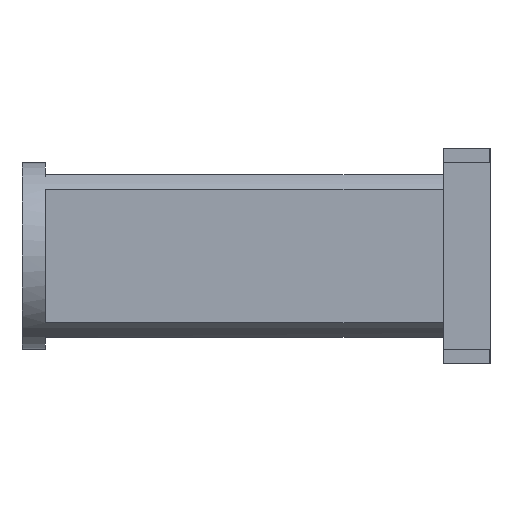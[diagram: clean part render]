
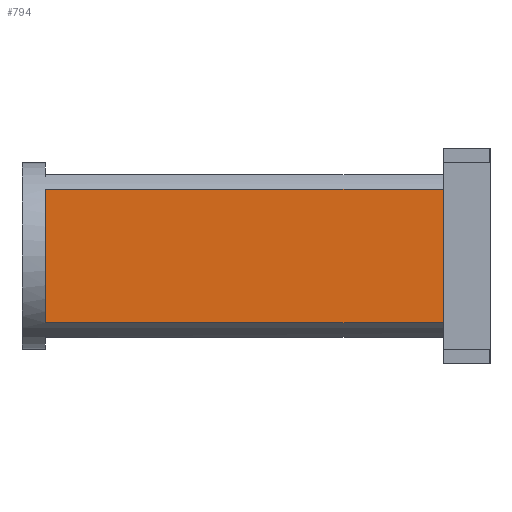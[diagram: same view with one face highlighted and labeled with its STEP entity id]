
A CAD part, left-side view. The second image highlights one B-rep face of the part: STEP entity #794.
In plain terms, the highlighted planar face has unit normal (-1, 0, 0).
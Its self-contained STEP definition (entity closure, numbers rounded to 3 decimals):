
#90=FACE_OUTER_BOUND('',#135,.T.);
#135=EDGE_LOOP('',(#635,#636,#637,#638,#639,#640,#641,#642));
#180=LINE('',#1163,#266);
#185=LINE('',#1174,#271);
#206=LINE('',#1228,#292);
#207=LINE('',#1230,#293);
#221=LINE('',#1268,#307);
#222=LINE('',#1270,#308);
#223=LINE('',#1271,#309);
#224=LINE('',#1272,#310);
#266=VECTOR('',#935,10.);
#271=VECTOR('',#944,10.);
#292=VECTOR('',#987,10.);
#293=VECTOR('',#988,10.);
#307=VECTOR('',#1030,10.);
#308=VECTOR('',#1031,10.);
#309=VECTOR('',#1032,10.);
#310=VECTOR('',#1033,10.);
#346=VERTEX_POINT('',#1157);
#348=VERTEX_POINT('',#1161);
#351=VERTEX_POINT('',#1171);
#352=VERTEX_POINT('',#1173);
#374=VERTEX_POINT('',#1226);
#375=VERTEX_POINT('',#1229);
#385=VERTEX_POINT('',#1267);
#386=VERTEX_POINT('',#1269);
#428=EDGE_CURVE('',#348,#346,#180,.T.);
#433=EDGE_CURVE('',#352,#351,#185,.T.);
#461=EDGE_CURVE('',#374,#351,#206,.T.);
#462=EDGE_CURVE('',#346,#375,#207,.T.);
#481=EDGE_CURVE('',#374,#385,#221,.T.);
#482=EDGE_CURVE('',#386,#385,#222,.T.);
#483=EDGE_CURVE('',#375,#386,#223,.T.);
#484=EDGE_CURVE('',#352,#348,#224,.T.);
#635=ORIENTED_EDGE('',*,*,#481,.T.);
#636=ORIENTED_EDGE('',*,*,#482,.F.);
#637=ORIENTED_EDGE('',*,*,#483,.F.);
#638=ORIENTED_EDGE('',*,*,#462,.F.);
#639=ORIENTED_EDGE('',*,*,#428,.F.);
#640=ORIENTED_EDGE('',*,*,#484,.F.);
#641=ORIENTED_EDGE('',*,*,#433,.T.);
#642=ORIENTED_EDGE('',*,*,#461,.F.);
#764=PLANE('',#865);
#794=ADVANCED_FACE('',(#90),#764,.T.);
#865=AXIS2_PLACEMENT_3D('',#1266,#1028,#1029);
#935=DIRECTION('',(0.,1.,0.));
#944=DIRECTION('',(0.,1.,0.));
#987=DIRECTION('',(0.,0.,1.));
#988=DIRECTION('',(0.,0.,1.));
#1028=DIRECTION('center_axis',(-1.,0.,0.));
#1029=DIRECTION('ref_axis',(0.,0.,1.));
#1030=DIRECTION('',(0.,1.,0.));
#1031=DIRECTION('',(0.,0.,1.));
#1032=DIRECTION('',(0.,1.,0.));
#1033=DIRECTION('',(0.,0.,-1.));
#1157=CARTESIAN_POINT('',(-14.,-85.,-20.));
#1161=CARTESIAN_POINT('',(-14.,-95.,-20.));
#1163=CARTESIAN_POINT('',(-14.,-95.,-20.));
#1171=CARTESIAN_POINT('',(-14.,-85.,20.));
#1173=CARTESIAN_POINT('',(-14.,-95.,20.));
#1174=CARTESIAN_POINT('',(-14.,-95.,20.));
#1226=CARTESIAN_POINT('',(-14.,-85.,14.283));
#1228=CARTESIAN_POINT('',(-14.,-85.,10.));
#1229=CARTESIAN_POINT('',(-14.,-85.,-14.283));
#1230=CARTESIAN_POINT('',(-14.,-85.,10.));
#1266=CARTESIAN_POINT('Origin',(-14.,-95.,-14.283));
#1267=CARTESIAN_POINT('',(-14.,0.,14.283));
#1268=CARTESIAN_POINT('',(-14.,-95.,14.283));
#1269=CARTESIAN_POINT('',(-14.,0.,-14.283));
#1270=CARTESIAN_POINT('',(-14.,0.,-7.141));
#1271=CARTESIAN_POINT('',(-14.,-95.,-14.283));
#1272=CARTESIAN_POINT('',(-14.,-95.,10.));
